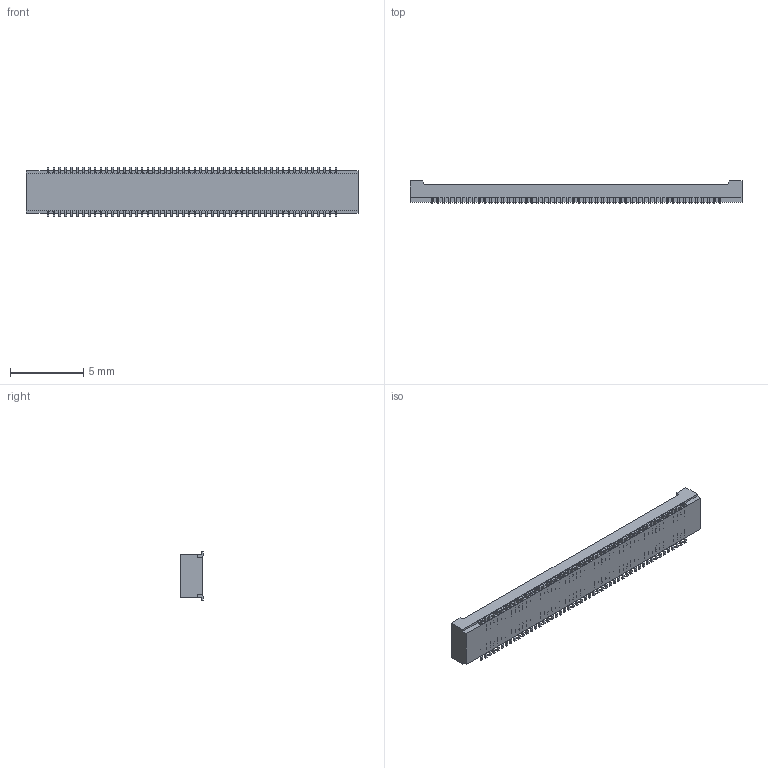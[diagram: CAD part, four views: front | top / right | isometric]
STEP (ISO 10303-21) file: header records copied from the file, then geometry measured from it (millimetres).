
FILE_DESCRIPTION (( 'STEP AP214' ), '1' );
FILE_NAME ('Amr.STEP', '2023-03-01T18:15:39', ( '' ), ( '' ), 'SwSTEP 2.0', 'SolidWorks 2018', '' );
FILE_SCHEMA (( 'AUTOMOTIVE_DESIGN' ));
Length unit declared in the file: millimetre
Products named in the file (4): DF40C-100DS-0.4V(51)_MainBody; DF40C-100DS-0.4V(51)_Pin; DF40C-100DS-0.4V(51)_Pin-Opposite; Amr
Assembly tree (101 placements, depth 2):
  Amr
    DF40C-100DS-0.4V(51)_Pin  x50
    DF40C-100DS-0.4V(51)_MainBody
    DF40C-100DS-0.4V(51)_Pin-Opposite  x50
Bounding box: 22.6 x 1.5 x 3.38 mm (x, y, z)
Volume: 57.6 mm3; surface area: 621.2 mm2
Topology: 101 solids, 101 shells, 7099 faces, 21302 edges, 14128 vertices
Faces by surface type: plane 6241, cylinder 854, cone 4
Entity records: 116003 total; most frequent: ORIENTED_EDGE 21142, CARTESIAN_POINT 21023, DIRECTION 17657, EDGE_CURVE 10571, LINE 10313, VECTOR 10313, VERTEX_POINT 6974, AXIS2_PLACEMENT_3D 3672
